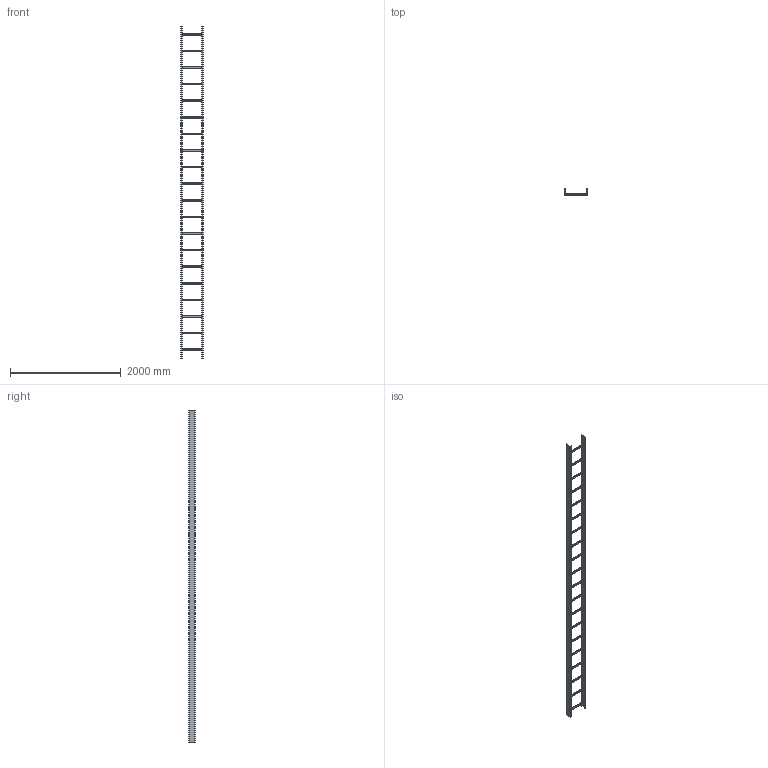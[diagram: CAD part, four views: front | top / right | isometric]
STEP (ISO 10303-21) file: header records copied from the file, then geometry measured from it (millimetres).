
FILE_DESCRIPTION (( 'STEP AP214' ), '1' );
FILE_NAME ('6209824.STEP', '2016-05-04T06:54:07', ( '' ), ( '' ), 'SwSTEP 2.0', 'SolidWorks 2014', '' );
FILE_SCHEMA (( 'AUTOMOTIVE_DESIGN' ));
Length unit declared in the file: millimetre
Products named in the file (3): KTS 05.012-096_L=6000 mit D9; 079986_L393; 6209824
Assembly tree (22 placements, depth 2):
  6209824
    KTS 05.012-096_L=6000 mit D9  x2
    079986_L393  x20
Bounding box: 400 x 110 x 6000 mm (x, y, z)
Volume: 3429826.1 mm3; surface area: 4617158.1 mm2
Topology: 22 solids, 22 shells, 1044 faces, 2208 edges, 1248 vertices
Faces by surface type: plane 756, cylinder 168, cone 120
Entity records: 2116 total; most frequent: DIRECTION 380, CARTESIAN_POINT 331, ORIENTED_EDGE 300, EDGE_CURVE 150, AXIS2_PLACEMENT_3D 133, LINE 114, VECTOR 114, VERTEX_POINT 84
